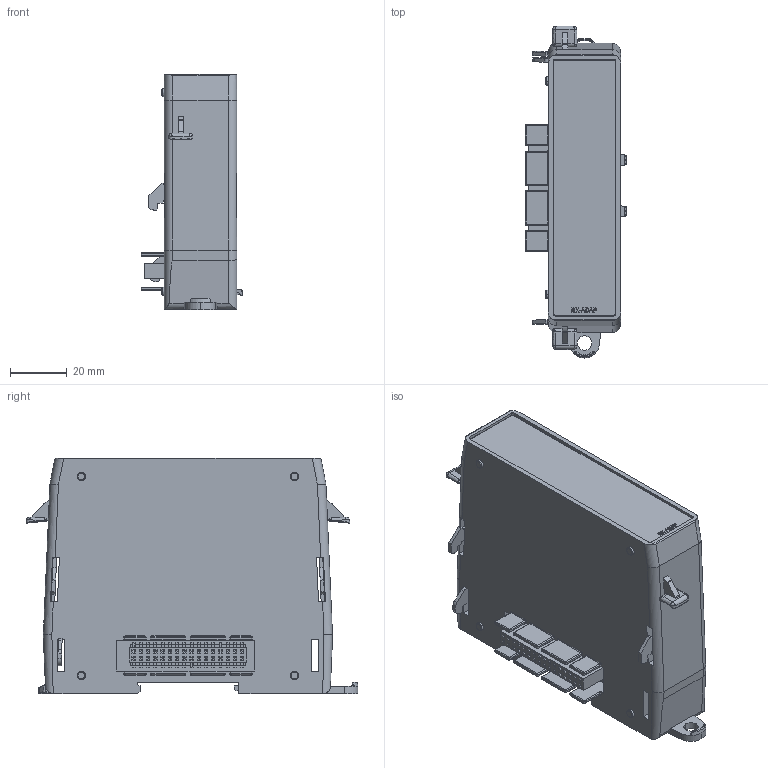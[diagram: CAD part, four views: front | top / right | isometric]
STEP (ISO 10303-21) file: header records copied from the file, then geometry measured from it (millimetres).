
FILE_DESCRIPTION (( 'STEP AP214' ), '1' );
FILE_NAME ('BX-ADAP.STEP', '2020-01-09T19:37:54', ( '' ), ( '' ), 'SwSTEP 2.0', 'SolidWorks 2017', '' );
FILE_SCHEMA (( 'AUTOMOTIVE_DESIGN' ));
Length unit declared in the file: inch
Products named in the file (1): BX-ADAP
Bounding box: 35.62 x 116.5 x 82.55 mm (x, y, z)
Volume: 189708.3 mm3; surface area: 46821 mm2
Topology: 3 solids, 12 shells, 3149 faces, 8188 edges, 5149 vertices
Faces by surface type: plane 2256, cylinder 543, bspline 220, torus 71, cone 35, sphere 24
Entity records: 147666 total; most frequent: CARTESIAN_POINT 32208, ORIENTED_EDGE 16348, DIRECTION 13675, EDGE_CURVE 8174, LINE 6437, VECTOR 6437, VERTEX_POINT 5147, AXIS2_PLACEMENT_3D 3619
